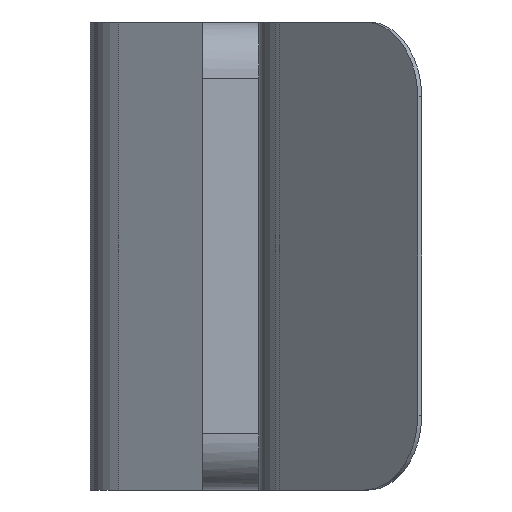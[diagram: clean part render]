
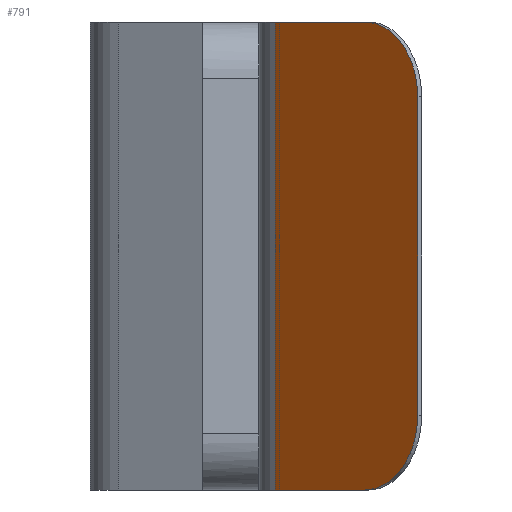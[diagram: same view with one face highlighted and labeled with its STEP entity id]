
A CAD part, left-side view. The second image highlights one B-rep face of the part: STEP entity #791.
In plain terms, the highlighted planar face has unit normal (-0.707, 0.707, 0).
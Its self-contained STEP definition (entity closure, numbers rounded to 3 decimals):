
#55 = ORIENTED_EDGE ( 'NONE', *, *, #940, .T. ) ;
#147 = VERTEX_POINT ( 'NONE', #1957 ) ;
#200 = VECTOR ( 'NONE', #285, 1000. ) ;
#246 = EDGE_CURVE ( 'NONE', #1100, #2083, #1970, .T. ) ;
#258 = CARTESIAN_POINT ( 'NONE',  ( -68.379, -0.879, 12.5 ) ) ;
#267 = LINE ( 'NONE', #258, #200 ) ;
#285 = DIRECTION ( 'NONE',  ( -0.707, -0.707, 0. ) ) ;
#327 = LINE ( 'NONE', #697, #1223 ) ;
#372 = EDGE_CURVE ( 'NONE', #147, #949, #267, .T. ) ;
#373 = DIRECTION ( 'NONE',  ( 0.707, 0.707, 0. ) ) ;
#381 = DIRECTION ( 'NONE',  ( 0.707, -0.707, 0. ) ) ;
#438 = PLANE ( 'NONE',  #933 ) ;
#474 = CARTESIAN_POINT ( 'NONE',  ( -75.985, -8.485, -8.5 ) ) ;
#507 = CARTESIAN_POINT ( 'NONE',  ( -68.379, -0.879, 12.5 ) ) ;
#551 = VECTOR ( 'NONE', #1430, 1000. ) ;
#616 = ORIENTED_EDGE ( 'NONE', *, *, #246, .F. ) ;
#652 = DIRECTION ( 'NONE',  ( 0., 0., -1. ) ) ;
#678 = ORIENTED_EDGE ( 'NONE', *, *, #1213, .T. ) ;
#697 = CARTESIAN_POINT ( 'NONE',  ( -68.379, -0.879, 12.5 ) ) ;
#791 = ADVANCED_FACE ( 'NONE', ( #1189 ), #438, .F. ) ;
#863 = CARTESIAN_POINT ( 'NONE',  ( -75.985, -8.485, 8.5 ) ) ;
#910 = EDGE_CURVE ( 'NONE', #147, #1502, #327, .T. ) ;
#933 = AXIS2_PLACEMENT_3D ( 'NONE', #507, #381, #373 ) ;
#940 = EDGE_CURVE ( 'NONE', #1502, #2110, #1667, .T. ) ;
#949 = VERTEX_POINT ( 'NONE', #2173 ) ;
#996 = DIRECTION ( 'NONE',  ( -0.707, 0.707, 0. ) ) ;
#1027 = CARTESIAN_POINT ( 'NONE',  ( -73.157, -5.657, -12.5 ) ) ;
#1100 = VERTEX_POINT ( 'NONE', #863 ) ;
#1189 = FACE_OUTER_BOUND ( 'NONE', #1428, .T. ) ;
#1201 = ORIENTED_EDGE ( 'NONE', *, *, #910, .T. ) ;
#1213 = EDGE_CURVE ( 'NONE', #1100, #949, #1542, .T. ) ;
#1223 = VECTOR ( 'NONE', #652, 1000. ) ;
#1381 = CARTESIAN_POINT ( 'NONE',  ( -75.985, -8.485, 12.5 ) ) ;
#1428 = EDGE_LOOP ( 'NONE', ( #55, #1925, #616, #678, #1598, #1201 ) ) ;
#1430 = DIRECTION ( 'NONE',  ( 0., 0., -1. ) ) ;
#1462 = AXIS2_PLACEMENT_3D ( 'NONE', #1977, #2095, #1958 ) ;
#1502 = VERTEX_POINT ( 'NONE', #2032 ) ;
#1542 = CIRCLE ( 'NONE', #1462, 4. ) ;
#1598 = ORIENTED_EDGE ( 'NONE', *, *, #372, .F. ) ;
#1667 = LINE ( 'NONE', #2249, #2045 ) ;
#1825 = EDGE_CURVE ( 'NONE', #2110, #2083, #1867, .T. ) ;
#1867 = CIRCLE ( 'NONE', #2197, 4. ) ;
#1925 = ORIENTED_EDGE ( 'NONE', *, *, #1825, .T. ) ;
#1957 = CARTESIAN_POINT ( 'NONE',  ( -68.379, -0.879, 12.5 ) ) ;
#1958 = DIRECTION ( 'NONE',  ( 0.707, 0.707, 0. ) ) ;
#1970 = LINE ( 'NONE', #1381, #551 ) ;
#1977 = CARTESIAN_POINT ( 'NONE',  ( -73.157, -5.657, 8.5 ) ) ;
#1989 = CARTESIAN_POINT ( 'NONE',  ( -73.157, -5.657, -8.5 ) ) ;
#2032 = CARTESIAN_POINT ( 'NONE',  ( -68.379, -0.879, -12.5 ) ) ;
#2045 = VECTOR ( 'NONE', #2206, 1000. ) ;
#2083 = VERTEX_POINT ( 'NONE', #474 ) ;
#2095 = DIRECTION ( 'NONE',  ( -0.707, 0.707, 0. ) ) ;
#2110 = VERTEX_POINT ( 'NONE', #1027 ) ;
#2154 = DIRECTION ( 'NONE',  ( 0.707, 0.707, 0. ) ) ;
#2173 = CARTESIAN_POINT ( 'NONE',  ( -73.157, -5.657, 12.5 ) ) ;
#2197 = AXIS2_PLACEMENT_3D ( 'NONE', #1989, #996, #2154 ) ;
#2206 = DIRECTION ( 'NONE',  ( -0.707, -0.707, 0. ) ) ;
#2249 = CARTESIAN_POINT ( 'NONE',  ( -68.379, -0.879, -12.5 ) ) ;
